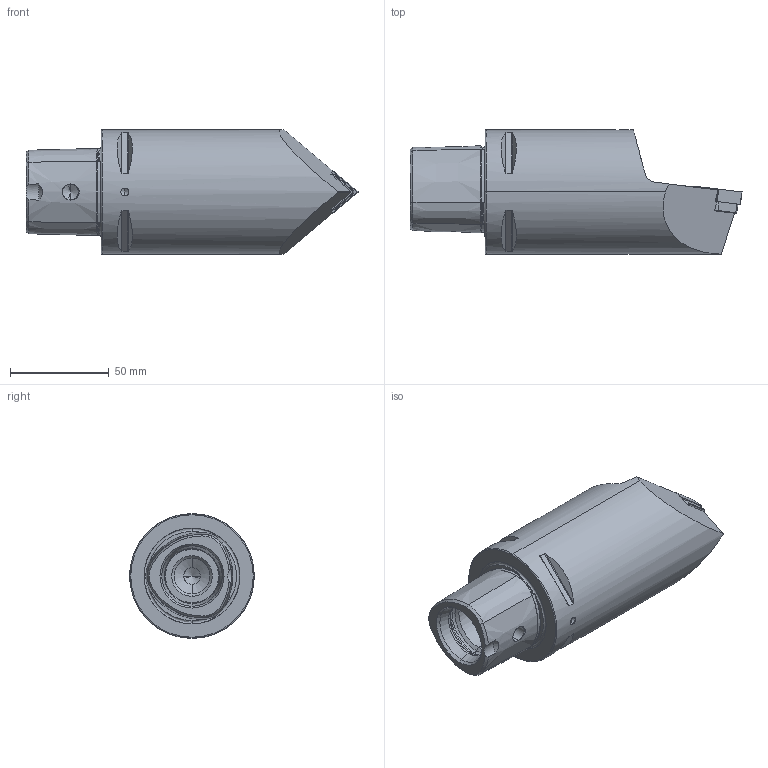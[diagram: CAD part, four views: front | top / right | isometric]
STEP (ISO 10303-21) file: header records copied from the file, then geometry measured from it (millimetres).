
FILE_DESCRIPTION (( 'STEP AP203' ), '1' );
FILE_NAME ('PS6-PCE.NMA.130.STEP', '2012-05-25T06:21:17', ( 'baer' ), ( 'Hewlett-Packard Company' ), 'SwSTEP 2.0', 'SolidWorks 2012', '' );
FILE_SCHEMA (( 'CONFIG_CONTROL_DESIGN' ));
Length unit declared in the file: millimetre
Products named in the file (8): KVT_MB_600_060; PS6-PCE.NMA.130_A; CNMG160604; PS6-PCE.NMA.130; WCE-ER4.101.020_A; WCE-ER3.101.000_A; WCE; WCE-ER2.101.004_A
Assembly tree (7 placements, depth 3):
  PS6-PCE.NMA.130
    PS6-PCE.NMA.130_A
    KVT_MB_600_060
    WCE
      WCE-ER4.101.020_A
      WCE-ER3.101.000_A
    WCE-ER2.101.004_A
    CNMG160604
Bounding box: 168 x 63 x 63 mm (x, y, z)
Volume: 323034.3 mm3; surface area: 42092.6 mm2
Topology: 7 solids, 7 shells, 323 faces, 779 edges, 463 vertices
Faces by surface type: cone 107, plane 91, cylinder 78, torus 33, bspline 12, sphere 2
Entity records: 10950 total; most frequent: CARTESIAN_POINT 2887, ORIENTED_EDGE 1520, DIRECTION 1518, EDGE_CURVE 760, AXIS2_PLACEMENT_3D 595, VERTEX_POINT 460, EDGE_LOOP 344, LINE 328
